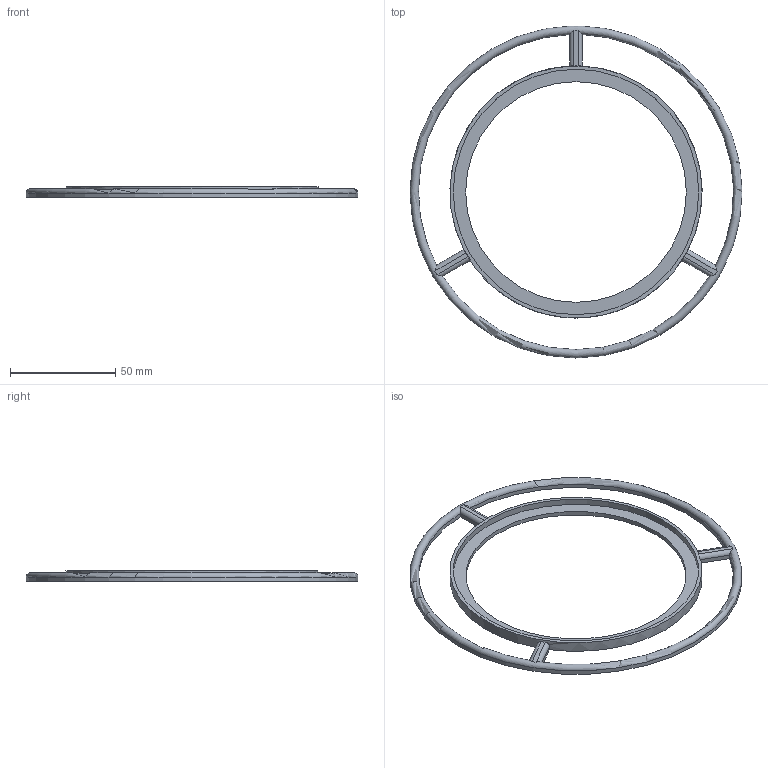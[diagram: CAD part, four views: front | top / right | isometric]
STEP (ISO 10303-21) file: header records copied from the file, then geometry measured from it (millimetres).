
FILE_DESCRIPTION(/* description */ (''),/* implementation_level */ '2;1');
FILE_NAME(/* name */ 'BirdRest.stp',/* time_stamp */ '2018-11-25T16:47:16-08:00',/* author */ ('RSchauer66180'),/* organization */ (''),/* preprocessor_version */ 'ST-DEVELOPER v16.5',/* originating_system */ 'Autodesk Inventor 2017',/* authorisation */ '');
FILE_SCHEMA (('AUTOMOTIVE_DESIGN { 1 0 10303 214 3 1 1 }'));
Length unit declared in the file: millimetre
Products named in the file (1): BirdRest
Bounding box: 158 x 158 x 5 mm (x, y, z)
Volume: 15011.3 mm3; surface area: 16560.4 mm2
Topology: 1 solids, 1 shells, 26 faces, 71 edges, 45 vertices
Faces by surface type: cylinder 13, plane 12, torus 1
Full cylindrical faces by diameter (mm): 105 x1, 116.8 x1, 120 x1, 158 x1
Entity records: 932 total; most frequent: CARTESIAN_POINT 266, ORIENTED_EDGE 128, DIRECTION 128, EDGE_CURVE 64, AXIS2_PLACEMENT_3D 49, VERTEX_POINT 43, EDGE_LOOP 37, LINE 30
